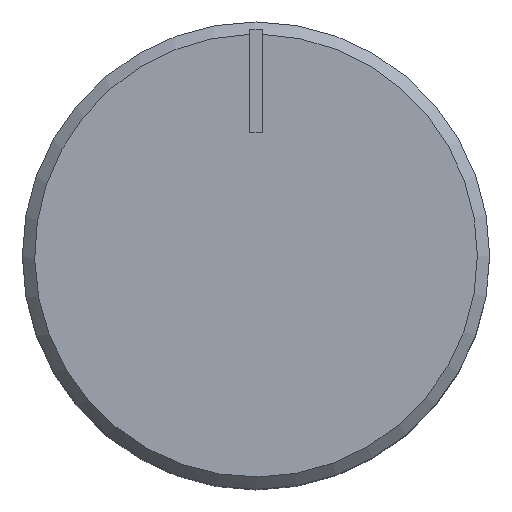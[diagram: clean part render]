
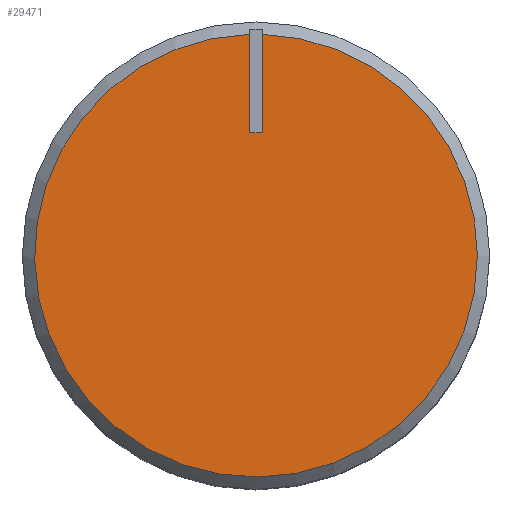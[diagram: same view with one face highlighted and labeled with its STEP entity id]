
A CAD part, top view. The second image highlights one B-rep face of the part: STEP entity #29471.
In plain terms, the highlighted planar face has unit normal (0, 0, 1).
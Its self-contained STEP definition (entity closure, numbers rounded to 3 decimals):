
#29396 = VERTEX_POINT('',#29397);
#29397 = CARTESIAN_POINT('',(9.,0.,16.));
#29403 = EDGE_CURVE('',#29404,#29396,#29406,.T.);
#29404 = VERTEX_POINT('',#29405);
#29405 = CARTESIAN_POINT('',(-0.25,8.997,16.));
#29406 = CIRCLE('',#29407,9.);
#29407 = AXIS2_PLACEMENT_3D('',#29408,#29409,#29410);
#29408 = CARTESIAN_POINT('',(0.,0.,16.));
#29409 = DIRECTION('',(0.,0.,1.));
#29410 = DIRECTION('',(1.,0.,0.));
#29431 = VERTEX_POINT('',#29432);
#29432 = CARTESIAN_POINT('',(0.25,8.997,16.));
#29439 = EDGE_CURVE('',#29396,#29431,#29440,.T.);
#29440 = CIRCLE('',#29441,9.);
#29441 = AXIS2_PLACEMENT_3D('',#29442,#29443,#29444);
#29442 = CARTESIAN_POINT('',(0.,0.,16.));
#29443 = DIRECTION('',(0.,0.,1.));
#29444 = DIRECTION('',(1.,0.,0.));
#29471 = ADVANCED_FACE('',(#29472),#29498,.T.);
#29472 = FACE_BOUND('',#29473,.T.);
#29473 = EDGE_LOOP('',(#29474,#29475,#29476,#29484,#29492));
#29474 = ORIENTED_EDGE('',*,*,#29403,.T.);
#29475 = ORIENTED_EDGE('',*,*,#29439,.T.);
#29476 = ORIENTED_EDGE('',*,*,#29477,.F.);
#29477 = EDGE_CURVE('',#29478,#29431,#29480,.T.);
#29478 = VERTEX_POINT('',#29479);
#29479 = CARTESIAN_POINT('',(0.25,5.,16.));
#29480 = LINE('',#29481,#29482);
#29481 = CARTESIAN_POINT('',(0.25,5.,16.));
#29482 = VECTOR('',#29483,1.);
#29483 = DIRECTION('',(0.,1.,0.));
#29484 = ORIENTED_EDGE('',*,*,#29485,.F.);
#29485 = EDGE_CURVE('',#29486,#29478,#29488,.T.);
#29486 = VERTEX_POINT('',#29487);
#29487 = CARTESIAN_POINT('',(-0.25,5.,16.));
#29488 = LINE('',#29489,#29490);
#29489 = CARTESIAN_POINT('',(-0.25,5.,16.));
#29490 = VECTOR('',#29491,1.);
#29491 = DIRECTION('',(1.,0.,0.));
#29492 = ORIENTED_EDGE('',*,*,#29493,.F.);
#29493 = EDGE_CURVE('',#29404,#29486,#29494,.T.);
#29494 = LINE('',#29495,#29496);
#29495 = CARTESIAN_POINT('',(-0.25,10.,16.));
#29496 = VECTOR('',#29497,1.);
#29497 = DIRECTION('',(0.,-1.,0.));
#29498 = PLANE('',#29499);
#29499 = AXIS2_PLACEMENT_3D('',#29500,#29501,#29502);
#29500 = CARTESIAN_POINT('',(0.,0.,16.));
#29501 = DIRECTION('',(0.,0.,1.));
#29502 = DIRECTION('',(1.,0.,0.));
